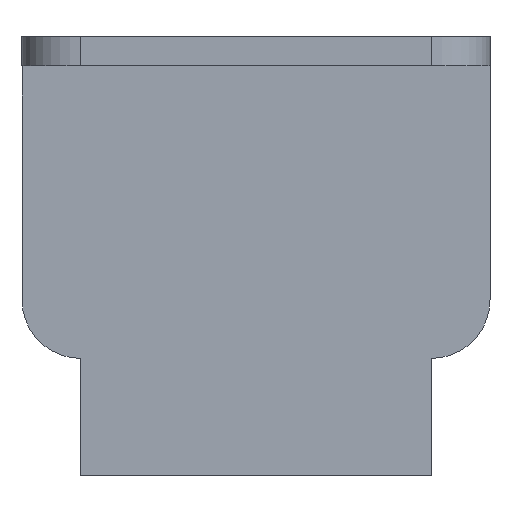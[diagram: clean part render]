
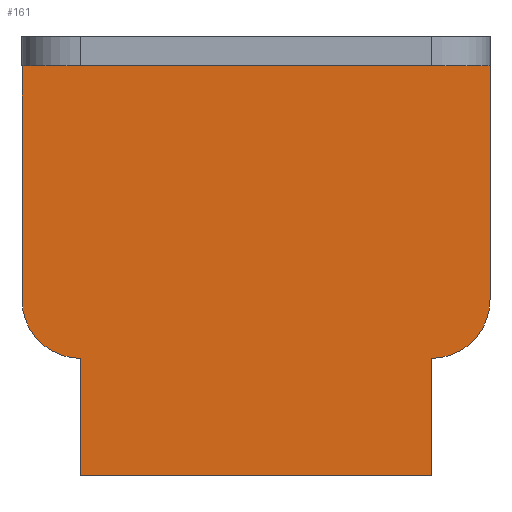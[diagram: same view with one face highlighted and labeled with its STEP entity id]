
A CAD part, left-side view. The second image highlights one B-rep face of the part: STEP entity #161.
In plain terms, the highlighted planar face has unit normal (-1, 0, 0).
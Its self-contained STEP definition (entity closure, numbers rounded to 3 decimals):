
#17 = FACE_OUTER_BOUND ( 'NONE', #829, .T. ) ;
#18 = ORIENTED_EDGE ( 'NONE', *, *, #496, .T. ) ;
#22 = CIRCLE ( 'NONE', #678, 10. ) ;
#30 = DIRECTION ( 'NONE',  ( 0., -1., 0. ) ) ;
#45 = ORIENTED_EDGE ( 'NONE', *, *, #598, .T. ) ;
#55 = VERTEX_POINT ( 'NONE', #345 ) ;
#71 = LINE ( 'NONE', #634, #562 ) ;
#101 = EDGE_CURVE ( 'NONE', #499, #795, #333, .T. ) ;
#105 = CARTESIAN_POINT ( 'NONE',  ( -5., 70., -45. ) ) ;
#106 = VECTOR ( 'NONE', #30, 1000. ) ;
#124 = CARTESIAN_POINT ( 'NONE',  ( -5., 70., -75. ) ) ;
#129 = CARTESIAN_POINT ( 'NONE',  ( -5., 70., -75. ) ) ;
#161 = ADVANCED_FACE ( 'NONE', ( #17 ), #563, .F. ) ;
#166 = VERTEX_POINT ( 'NONE', #274 ) ;
#167 = VECTOR ( 'NONE', #717, 1000. ) ;
#173 = DIRECTION ( 'NONE',  ( -1., 0., 0. ) ) ;
#176 = CARTESIAN_POINT ( 'NONE',  ( -5., 10., -45. ) ) ;
#180 = CARTESIAN_POINT ( 'NONE',  ( -5., 10., -75. ) ) ;
#236 = EDGE_CURVE ( 'NONE', #725, #733, #700, .T. ) ;
#240 = DIRECTION ( 'NONE',  ( 0., 0., 1. ) ) ;
#245 = VECTOR ( 'NONE', #740, 1000. ) ;
#261 = DIRECTION ( 'NONE',  ( -1., 0., 0. ) ) ;
#274 = CARTESIAN_POINT ( 'NONE',  ( -5., 70., -55. ) ) ;
#299 = LINE ( 'NONE', #129, #167 ) ;
#333 = LINE ( 'NONE', #535, #245 ) ;
#335 = CARTESIAN_POINT ( 'NONE',  ( -5., 80., -45. ) ) ;
#345 = CARTESIAN_POINT ( 'NONE',  ( -5., 0., -45. ) ) ;
#357 = AXIS2_PLACEMENT_3D ( 'NONE', #105, #173, #835 ) ;
#363 = DIRECTION ( 'NONE',  ( 1., 0., 0. ) ) ;
#382 = AXIS2_PLACEMENT_3D ( 'NONE', #612, #363, #425 ) ;
#404 = CIRCLE ( 'NONE', #357, 10. ) ;
#410 = VERTEX_POINT ( 'NONE', #628 ) ;
#425 = DIRECTION ( 'NONE',  ( 0., 0., -1. ) ) ;
#443 = EDGE_CURVE ( 'NONE', #776, #499, #71, .T. ) ;
#446 = CARTESIAN_POINT ( 'NONE',  ( -5., 10., -75. ) ) ;
#474 = CARTESIAN_POINT ( 'NONE',  ( -5., 0., -5. ) ) ;
#496 = EDGE_CURVE ( 'NONE', #776, #166, #404, .T. ) ;
#498 = ORIENTED_EDGE ( 'NONE', *, *, #236, .T. ) ;
#499 = VERTEX_POINT ( 'NONE', #643 ) ;
#504 = VECTOR ( 'NONE', #536, 1000. ) ;
#506 = EDGE_CURVE ( 'NONE', #733, #410, #716, .T. ) ;
#512 = VECTOR ( 'NONE', #632, 1000. ) ;
#535 = CARTESIAN_POINT ( 'NONE',  ( -5., 80., -5. ) ) ;
#536 = DIRECTION ( 'NONE',  ( 0., 0., 1. ) ) ;
#551 = ORIENTED_EDGE ( 'NONE', *, *, #506, .T. ) ;
#562 = VECTOR ( 'NONE', #240, 1000. ) ;
#563 = PLANE ( 'NONE',  #382 ) ;
#569 = ORIENTED_EDGE ( 'NONE', *, *, #741, .T. ) ;
#598 = EDGE_CURVE ( 'NONE', #166, #725, #299, .T. ) ;
#612 = CARTESIAN_POINT ( 'NONE',  ( -5., 80., -75. ) ) ;
#624 = ORIENTED_EDGE ( 'NONE', *, *, #443, .F. ) ;
#628 = CARTESIAN_POINT ( 'NONE',  ( -5., 10., -55. ) ) ;
#632 = DIRECTION ( 'NONE',  ( 0., 0., 1. ) ) ;
#634 = CARTESIAN_POINT ( 'NONE',  ( -5., 80., -75. ) ) ;
#636 = EDGE_CURVE ( 'NONE', #410, #55, #22, .T. ) ;
#640 = DIRECTION ( 'NONE',  ( 0., 0., -1. ) ) ;
#643 = CARTESIAN_POINT ( 'NONE',  ( -5., 80., -5. ) ) ;
#663 = LINE ( 'NONE', #730, #504 ) ;
#678 = AXIS2_PLACEMENT_3D ( 'NONE', #176, #261, #640 ) ;
#694 = ORIENTED_EDGE ( 'NONE', *, *, #636, .T. ) ;
#700 = LINE ( 'NONE', #808, #106 ) ;
#716 = LINE ( 'NONE', #446, #512 ) ;
#717 = DIRECTION ( 'NONE',  ( 0., 0., -1. ) ) ;
#725 = VERTEX_POINT ( 'NONE', #124 ) ;
#730 = CARTESIAN_POINT ( 'NONE',  ( -5., 0., -75. ) ) ;
#733 = VERTEX_POINT ( 'NONE', #180 ) ;
#740 = DIRECTION ( 'NONE',  ( 0., -1., 0. ) ) ;
#741 = EDGE_CURVE ( 'NONE', #55, #795, #663, .T. ) ;
#776 = VERTEX_POINT ( 'NONE', #335 ) ;
#782 = ORIENTED_EDGE ( 'NONE', *, *, #101, .F. ) ;
#795 = VERTEX_POINT ( 'NONE', #474 ) ;
#808 = CARTESIAN_POINT ( 'NONE',  ( -5., 80., -75. ) ) ;
#829 = EDGE_LOOP ( 'NONE', ( #551, #694, #569, #782, #624, #18, #45, #498 ) ) ;
#835 = DIRECTION ( 'NONE',  ( 0., 0., -1. ) ) ;
